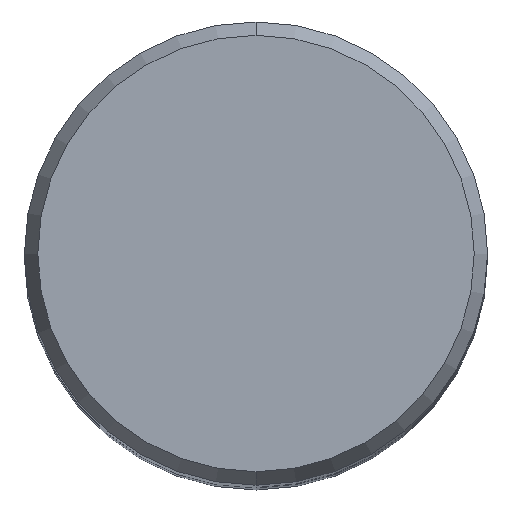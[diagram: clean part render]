
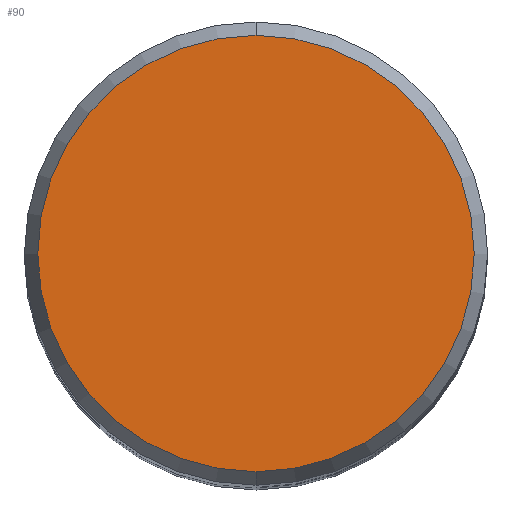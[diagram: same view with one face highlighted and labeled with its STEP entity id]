
A CAD part, top view. The second image highlights one B-rep face of the part: STEP entity #90.
In plain terms, the highlighted planar face has unit normal (0, 0, 1).
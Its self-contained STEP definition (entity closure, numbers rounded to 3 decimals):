
#90=ADVANCED_FACE('',(#211),#212,.T.);
#112=VERTEX_POINT('',#236);
#114=EDGE_CURVE('',#132,#112,#238,.T.);
#130=EDGE_CURVE('',#112,#132,#258,.T.);
#132=VERTEX_POINT('',#260);
#211=FACE_OUTER_BOUND('',#340,.T.);
#212=PLANE('',#341);
#236=CARTESIAN_POINT('',(0.,-7.479,0.01));
#238=CIRCLE('',#377,7.479);
#258=CIRCLE('',#401,7.479);
#260=CARTESIAN_POINT('',(0.0,7.479,0.01));
#340=EDGE_LOOP('',(#478,#479));
#341=AXIS2_PLACEMENT_3D('',#480,#481,#482);
#377=AXIS2_PLACEMENT_3D('',#511,#512,#513);
#401=AXIS2_PLACEMENT_3D('',#545,#546,#547);
#478=ORIENTED_EDGE('',*,*,#114,.F.);
#479=ORIENTED_EDGE('',*,*,#130,.F.);
#480=CARTESIAN_POINT('',(0.0,3.74,0.01));
#481=DIRECTION('',(-0.0,0.0,1.0));
#482=DIRECTION('',(0.0,-1.0,0.0));
#511=CARTESIAN_POINT('',(0.0,0.0,0.01));
#512=DIRECTION('',(0.0,0.0,-1.0));
#513=DIRECTION('',(0.0,1.0,0.0));
#545=CARTESIAN_POINT('',(0.0,0.0,0.01));
#546=DIRECTION('',(0.0,0.0,-1.0));
#547=DIRECTION('',(0.0,1.0,0.0));
